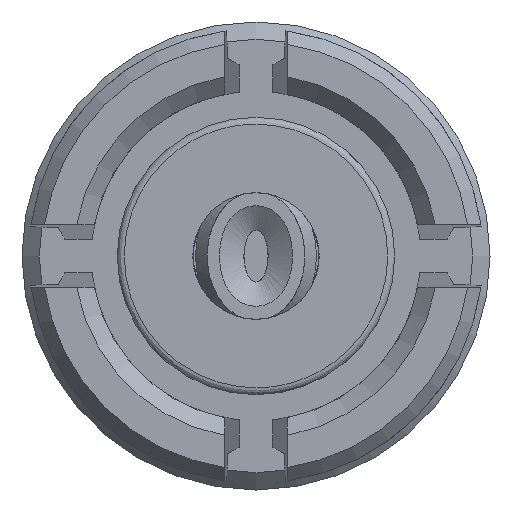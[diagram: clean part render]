
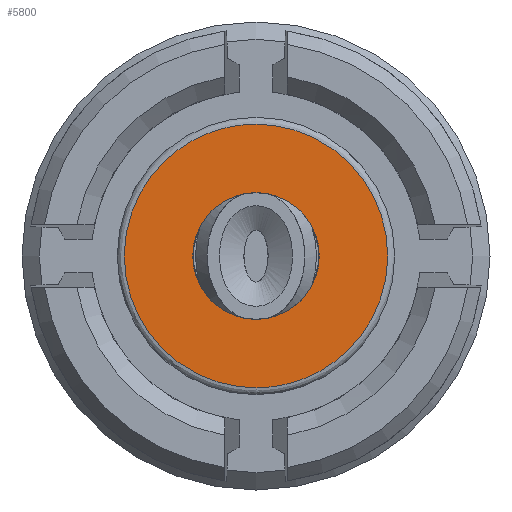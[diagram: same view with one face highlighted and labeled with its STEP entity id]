
A CAD part, left-side view. The second image highlights one B-rep face of the part: STEP entity #5800.
In plain terms, the highlighted planar face has unit normal (-1, 0, 0).
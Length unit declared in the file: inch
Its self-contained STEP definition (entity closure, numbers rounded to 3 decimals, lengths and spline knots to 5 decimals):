
#191 = CARTESIAN_POINT ( 'NONE',  ( 0.005, 0., -0.038 ) ) ;
#194 = VERTEX_POINT ( 'NONE', #4886 ) ;
#271 = FACE_BOUND ( 'NONE', #3349, .T. ) ;
#404 =( BOUNDED_CURVE ( )  B_SPLINE_CURVE ( 3, ( #3643, #6251, #1460, #4690 ),
 .UNSPECIFIED., .F., .F. ) 
 B_SPLINE_CURVE_WITH_KNOTS ( ( 4, 4 ),
 ( 0., 1. ),
 .UNSPECIFIED. ) 
 CURVE ( )  GEOMETRIC_REPRESENTATION_ITEM ( )  RATIONAL_B_SPLINE_CURVE ( ( 1., 0.333, 0.333, 1. ) ) 
 REPRESENTATION_ITEM ( '' )  );
#476 = DIRECTION ( 'NONE',  ( 0., 0., 1. ) ) ;
#563 = EDGE_LOOP ( 'NONE', ( #3855, #6317 ) ) ;
#879 = DIRECTION ( 'NONE',  ( 0., 0., 1. ) ) ;
#1295 = ORIENTED_EDGE ( 'NONE', *, *, #4598, .T. ) ;
#1460 = CARTESIAN_POINT ( 'NONE',  ( 0.005, 0.076, 0.038 ) ) ;
#1499 = DIRECTION ( 'NONE',  ( 1., 0., 0. ) ) ;
#1984 = EDGE_CURVE ( 'NONE', #6556, #4543, #6145, .T. ) ;
#2249 = CARTESIAN_POINT ( 'NONE',  ( 0.005, 0., 0.038 ) ) ;
#2453 = AXIS2_PLACEMENT_3D ( 'NONE', #2545, #1499, #476 ) ;
#2513 = PLANE ( 'NONE',  #3489 ) ;
#2545 = CARTESIAN_POINT ( 'NONE',  ( 0.005, 0., 0. ) ) ;
#3349 = EDGE_LOOP ( 'NONE', ( #1295 ) ) ;
#3489 = AXIS2_PLACEMENT_3D ( 'NONE', #3551, #6842, #879 ) ;
#3551 = CARTESIAN_POINT ( 'NONE',  ( 0.005, 0., 0. ) ) ;
#3631 = FACE_OUTER_BOUND ( 'NONE', #563, .T. ) ;
#3643 = CARTESIAN_POINT ( 'NONE',  ( 0.005, 0., -0.038 ) ) ;
#3855 = ORIENTED_EDGE ( 'NONE', *, *, #5284, .F. ) ;
#4327 = CIRCLE ( 'NONE', #2453, 0.01825 ) ;
#4493 = CARTESIAN_POINT ( 'NONE',  ( 0.005, 0., 0.038 ) ) ;
#4543 = VERTEX_POINT ( 'NONE', #6765 ) ;
#4598 = EDGE_CURVE ( 'NONE', #194, #194, #4327, .T. ) ;
#4690 = CARTESIAN_POINT ( 'NONE',  ( 0.005, 0., 0.038 ) ) ;
#4886 = CARTESIAN_POINT ( 'NONE',  ( 0.005, 0., 0.01825 ) ) ;
#5284 = EDGE_CURVE ( 'NONE', #4543, #6556, #404, .T. ) ;
#5460 = CARTESIAN_POINT ( 'NONE',  ( 0.005, -0.076, 0.038 ) ) ;
#5800 = ADVANCED_FACE ( 'NONE', ( #271, #3631 ), #2513, .T. ) ;
#6145 =( BOUNDED_CURVE ( )  B_SPLINE_CURVE ( 3, ( #2249, #5460, #6531, #191 ),
 .UNSPECIFIED., .F., .T. ) 
 B_SPLINE_CURVE_WITH_KNOTS ( ( 4, 4 ),
 ( 0., 1. ),
 .UNSPECIFIED. ) 
 CURVE ( )  GEOMETRIC_REPRESENTATION_ITEM ( )  RATIONAL_B_SPLINE_CURVE ( ( 1., 0.333, 0.333, 1. ) ) 
 REPRESENTATION_ITEM ( '' )  );
#6251 = CARTESIAN_POINT ( 'NONE',  ( 0.005, 0.076, -0.038 ) ) ;
#6317 = ORIENTED_EDGE ( 'NONE', *, *, #1984, .F. ) ;
#6531 = CARTESIAN_POINT ( 'NONE',  ( 0.005, -0.076, -0.038 ) ) ;
#6556 = VERTEX_POINT ( 'NONE', #4493 ) ;
#6765 = CARTESIAN_POINT ( 'NONE',  ( 0.005, 0., -0.038 ) ) ;
#6842 = DIRECTION ( 'NONE',  ( -1., 0., 0. ) ) ;
